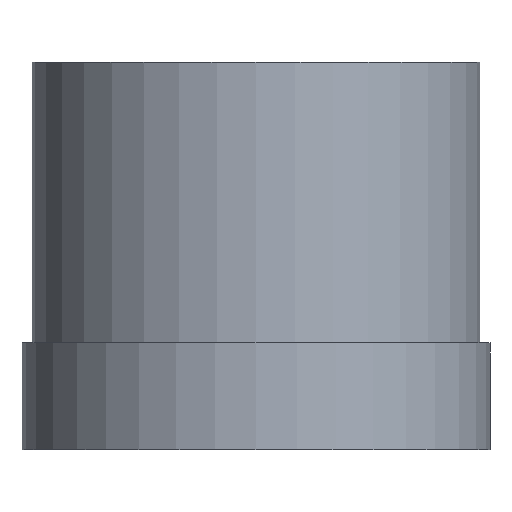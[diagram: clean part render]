
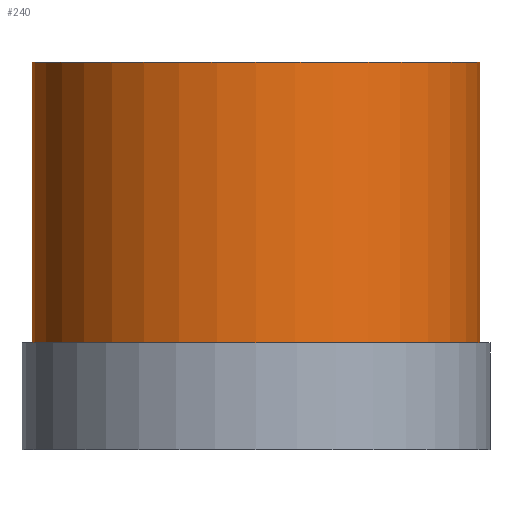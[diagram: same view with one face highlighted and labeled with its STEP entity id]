
A CAD part, front view. The second image highlights one B-rep face of the part: STEP entity #240.
In plain terms, the highlighted cylindrical face has radius 3.35 mm (diameter 6.7 mm), a partial arc.
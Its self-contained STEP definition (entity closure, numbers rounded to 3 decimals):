
#6=CARTESIAN_POINT('',(0.,0.,4.2));
#7=DIRECTION('',(0.,0.,1.));
#8=DIRECTION('',(-1.,0.,0.));
#9=AXIS2_PLACEMENT_3D('',#6,#7,#8);
#26=DIRECTION('',(0.,0.,1.));
#27=VECTOR('',#26,4.2);
#28=CARTESIAN_POINT('',(3.35,0.,0.));
#29=LINE('',#28,#27);
#76=CARTESIAN_POINT('',(0.,0.,0.));
#77=DIRECTION('',(0.,0.,1.));
#78=DIRECTION('',(-1.,0.,0.));
#79=AXIS2_PLACEMENT_3D('',#76,#77,#78);
#81=DIRECTION('',(0.,0.,1.));
#82=VECTOR('',#81,4.2);
#83=CARTESIAN_POINT('',(-3.35,0.,0.));
#84=LINE('',#83,#82);
#85=CARTESIAN_POINT('',(3.35,0.,4.2));
#86=CARTESIAN_POINT('',(-3.35,0.,4.2));
#87=VERTEX_POINT('',#85);
#88=VERTEX_POINT('',#86);
#97=CARTESIAN_POINT('',(3.35,0.,0.));
#98=CARTESIAN_POINT('',(-3.35,0.,0.));
#99=VERTEX_POINT('',#97);
#100=VERTEX_POINT('',#98);
#229=CARTESIAN_POINT('',(0.,0.,0.));
#230=DIRECTION('',(0.,0.,1.));
#231=DIRECTION('',(1.,0.,0.));
#232=AXIS2_PLACEMENT_3D('',#229,#230,#231);
#233=CYLINDRICAL_SURFACE('',#232,3.35);
#234=ORIENTED_EDGE('',*,*,#154,.F.);
#235=ORIENTED_EDGE('',*,*,#137,.T.);
#236=ORIENTED_EDGE('',*,*,#116,.T.);
#237=ORIENTED_EDGE('',*,*,#134,.F.);
#238=EDGE_LOOP('',(#234,#235,#236,#237));
#239=FACE_OUTER_BOUND('',#238,.F.);
#240=ADVANCED_FACE('',(#239),#233,.T.);
#10=CIRCLE('',#9,3.35);
#80=CIRCLE('',#79,3.35);
#116=EDGE_CURVE('',#88,#87,#10,.T.);
#134=EDGE_CURVE('',#99,#87,#29,.T.);
#137=EDGE_CURVE('',#100,#88,#84,.T.);
#154=EDGE_CURVE('',#100,#99,#80,.T.);
